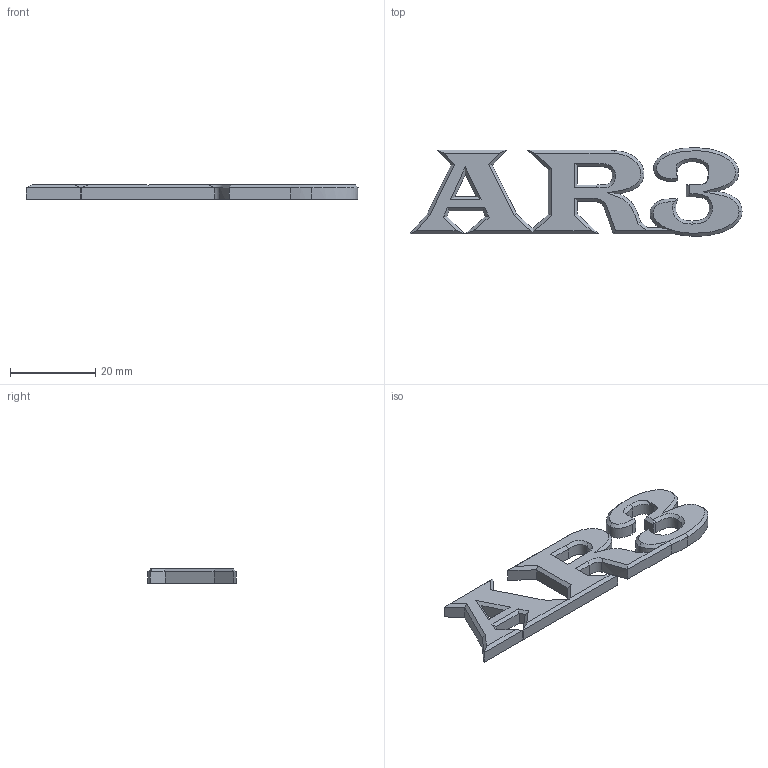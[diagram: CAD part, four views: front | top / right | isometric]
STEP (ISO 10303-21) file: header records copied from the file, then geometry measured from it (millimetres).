
FILE_DESCRIPTION (( 'STEP AP203' ), '1' );
FILE_NAME ('J5 Side Cover Logo.STEP', '2019-10-20T06:34:19', ( '' ), ( '' ), 'SwSTEP 2.0', 'SolidWorks 2019', '' );
FILE_SCHEMA (( 'CONFIG_CONTROL_DESIGN' ));
Length unit declared in the file: millimetre
Products named in the file (1): J5 Side Cover Logo
Bounding box: 77.69 x 20.69 x 3.5 mm (x, y, z)
Volume: 3107.9 mm3; surface area: 3077.7 mm2
Topology: 1 solids, 1 shells, 121 faces, 303 edges, 184 vertices
Faces by surface type: plane 73, bspline 48
Entity records: 14043 total; most frequent: CARTESIAN_POINT 11454, ORIENTED_EDGE 606, DIRECTION 347, EDGE_CURVE 303, VECTOR 199, LINE 199, VERTEX_POINT 184, EDGE_LOOP 125
